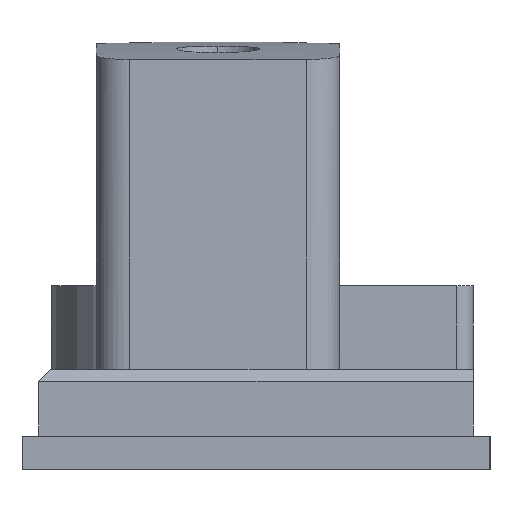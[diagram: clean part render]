
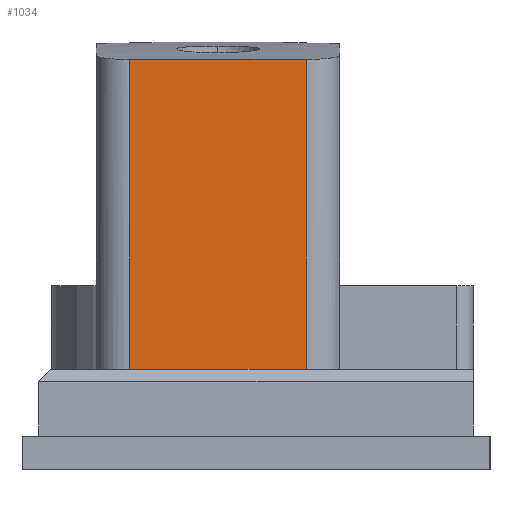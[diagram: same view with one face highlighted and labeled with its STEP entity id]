
A CAD part, left-side view. The second image highlights one B-rep face of the part: STEP entity #1034.
In plain terms, the highlighted planar face has unit normal (-1, 0, 0).
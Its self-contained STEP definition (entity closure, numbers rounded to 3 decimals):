
#617=DIRECTION('',(0.,-1.,0.));
#618=VECTOR('',#617,5.28);
#619=CARTESIAN_POINT('',(-8.761,3.78,2.5));
#620=LINE('',#619,#618);
#708=DIRECTION('',(0.,0.,-1.));
#709=VECTOR('',#708,9.269);
#710=CARTESIAN_POINT('',(-8.761,3.78,11.769));
#711=LINE('',#710,#709);
#712=DIRECTION('',(0.,-1.,0.));
#713=VECTOR('',#712,5.28);
#714=CARTESIAN_POINT('',(-8.761,3.78,11.769));
#715=LINE('',#714,#713);
#716=DIRECTION('',(0.,0.,-1.));
#717=VECTOR('',#716,9.269);
#718=CARTESIAN_POINT('',(-8.761,-1.5,11.769));
#719=LINE('',#718,#717);
#727=CARTESIAN_POINT('',(-8.761,3.78,11.769));
#832=CARTESIAN_POINT('',(-8.761,3.78,2.5));
#834=VERTEX_POINT('',#832);
#838=VERTEX_POINT('',#727);
#840=CARTESIAN_POINT('',(-8.761,-1.5,2.5));
#842=VERTEX_POINT('',#840);
#843=CARTESIAN_POINT('',(-8.761,-1.5,11.769));
#844=VERTEX_POINT('',#843);
#1022=CARTESIAN_POINT('',(-8.761,4.78,2.5));
#1023=DIRECTION('',(-1.,0.,0.));
#1024=DIRECTION('',(0.,-1.,0.));
#1025=AXIS2_PLACEMENT_3D('',#1022,#1023,#1024);
#1026=PLANE('',#1025);
#1027=ORIENTED_EDGE('',*,*,#933,.F.);
#1029=ORIENTED_EDGE('',*,*,#1028,.T.);
#1030=ORIENTED_EDGE('',*,*,#1014,.T.);
#1031=ORIENTED_EDGE('',*,*,#895,.F.);
#1032=EDGE_LOOP('',(#1027,#1029,#1030,#1031));
#1033=FACE_OUTER_BOUND('',#1032,.F.);
#1034=ADVANCED_FACE('',(#1033),#1026,.T.);
#895=EDGE_CURVE('',#834,#842,#620,.T.);
#933=EDGE_CURVE('',#838,#834,#711,.T.);
#1014=EDGE_CURVE('',#844,#842,#719,.T.);
#1028=EDGE_CURVE('',#838,#844,#715,.T.);
